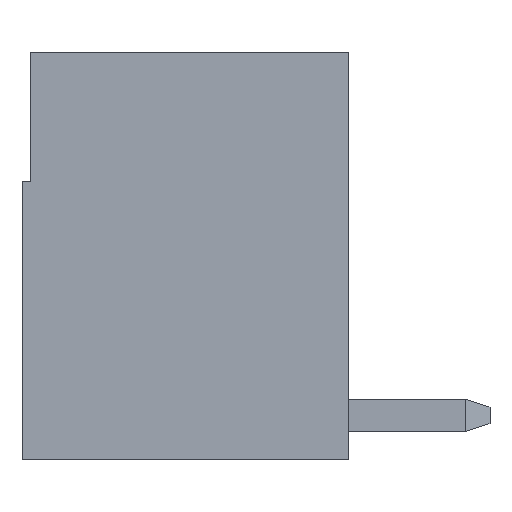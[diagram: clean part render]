
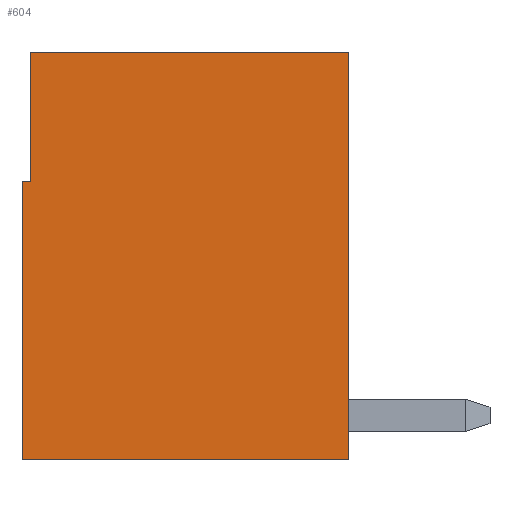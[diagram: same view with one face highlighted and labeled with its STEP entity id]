
A CAD part, left-side view. The second image highlights one B-rep face of the part: STEP entity #604.
In plain terms, the highlighted planar face has unit normal (-1, 0, 0).
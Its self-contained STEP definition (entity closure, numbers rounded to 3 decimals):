
#604 = ADVANCED_FACE( '', ( #1430 ), #1431, .T. );
#1430 = FACE_OUTER_BOUND( '', #2541, .T. );
#1431 = PLANE( '', #2542 );
#2541 = EDGE_LOOP( '', ( #4071, #4072, #4073, #4074, #4075, #4076 ) );
#2542 = AXIS2_PLACEMENT_3D( '', #4077, #4078, #4079 );
#4071 = ORIENTED_EDGE( '', *, *, #6874, .T. );
#4072 = ORIENTED_EDGE( '', *, *, #7105, .T. );
#4073 = ORIENTED_EDGE( '', *, *, #7106, .T. );
#4074 = ORIENTED_EDGE( '', *, *, #7107, .T. );
#4075 = ORIENTED_EDGE( '', *, *, #7108, .T. );
#4076 = ORIENTED_EDGE( '', *, *, #7109, .T. );
#4077 = CARTESIAN_POINT( '', ( -12.3, 0., 0. ) );
#4078 = DIRECTION( '', ( -1., 0., 0. ) );
#4079 = DIRECTION( '', ( 0., 0., 1. ) );
#6874 = EDGE_CURVE( '', #8294, #8292, #8295, .T. );
#7105 = EDGE_CURVE( '', #8292, #8690, #8691, .T. );
#7106 = EDGE_CURVE( '', #8690, #8692, #8693, .T. );
#7107 = EDGE_CURVE( '', #8692, #8694, #8695, .T. );
#7108 = EDGE_CURVE( '', #8694, #8696, #8697, .T. );
#7109 = EDGE_CURVE( '', #8696, #8294, #8698, .T. );
#8292 = VERTEX_POINT( '', #10339 );
#8294 = VERTEX_POINT( '', #10342 );
#8295 = LINE( '', #10343, #10344 );
#8690 = VERTEX_POINT( '', #10919 );
#8691 = LINE( '', #10920, #10921 );
#8692 = VERTEX_POINT( '', #10922 );
#8693 = LINE( '', #10923, #10924 );
#8694 = VERTEX_POINT( '', #10925 );
#8695 = LINE( '', #10926, #10927 );
#8696 = VERTEX_POINT( '', #10928 );
#8697 = LINE( '', #10929, #10930 );
#8698 = LINE( '', #10931, #10932 );
#10339 = CARTESIAN_POINT( '', ( -12.3, -4.05, 5.05 ) );
#10342 = CARTESIAN_POINT( '', ( -12.3, -4.05, -5.05 ) );
#10343 = CARTESIAN_POINT( '', ( -12.3, -4.05, -5.05 ) );
#10344 = VECTOR( '', #12829, 1000. );
#10919 = CARTESIAN_POINT( '', ( -12.3, 3.85, 5.05 ) );
#10920 = CARTESIAN_POINT( '', ( -12.3, -4.05, 5.05 ) );
#10921 = VECTOR( '', #13046, 1000. );
#10922 = CARTESIAN_POINT( '', ( -12.3, 3.85, 1.85 ) );
#10923 = CARTESIAN_POINT( '', ( -12.3, 3.85, 5.05 ) );
#10924 = VECTOR( '', #13047, 1000. );
#10925 = CARTESIAN_POINT( '', ( -12.3, 4.05, 1.85 ) );
#10926 = CARTESIAN_POINT( '', ( -12.3, 3.85, 1.85 ) );
#10927 = VECTOR( '', #13048, 1000. );
#10928 = CARTESIAN_POINT( '', ( -12.3, 4.05, -5.05 ) );
#10929 = CARTESIAN_POINT( '', ( -12.3, 4.05, 1.85 ) );
#10930 = VECTOR( '', #13049, 1000. );
#10931 = CARTESIAN_POINT( '', ( -12.3, 4.05, -5.05 ) );
#10932 = VECTOR( '', #13050, 1000. );
#12829 = DIRECTION( '', ( 0., 0., 1. ) );
#13046 = DIRECTION( '', ( 0., 1., 0. ) );
#13047 = DIRECTION( '', ( 0., 0., -1. ) );
#13048 = DIRECTION( '', ( 0., 1., 0. ) );
#13049 = DIRECTION( '', ( 0., 0., -1. ) );
#13050 = DIRECTION( '', ( 0., -1., 0. ) );
